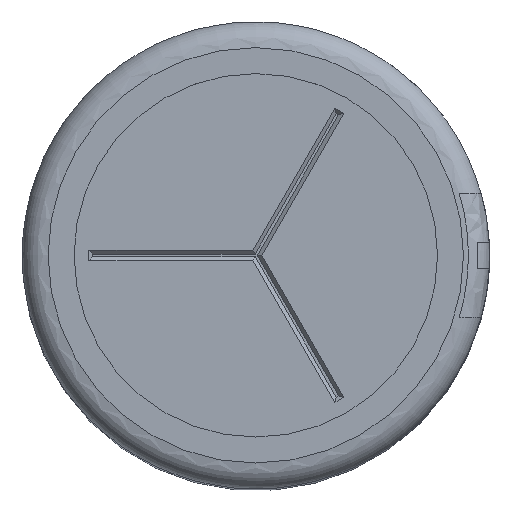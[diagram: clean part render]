
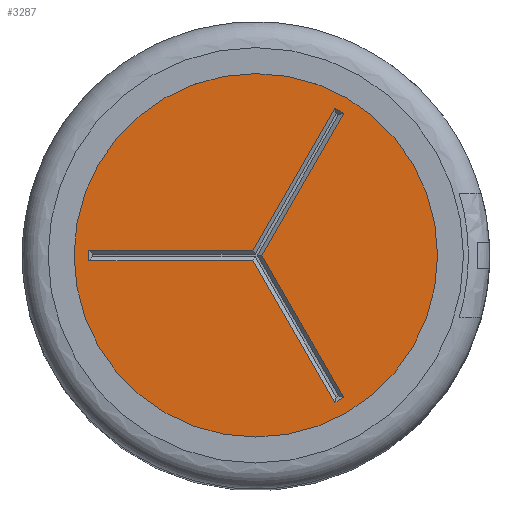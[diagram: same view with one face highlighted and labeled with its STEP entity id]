
A CAD part, top view. The second image highlights one B-rep face of the part: STEP entity #3287.
In plain terms, the highlighted planar face has unit normal (0, 0, 1).
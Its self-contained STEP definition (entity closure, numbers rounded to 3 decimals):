
#3185=CARTESIAN_POINT('',(7.0,0.0,40.3));
#3186=VERTEX_POINT('',#3185);
#3187=CARTESIAN_POINT('',(0.0,0.0,40.3));
#3188=DIRECTION('',(0.0,0.0,1.0));
#3189=DIRECTION('',(1.0,0.0,-0.0));
#3190=AXIS2_PLACEMENT_3D('',#3187,#3188,#3189);
#3191=CIRCLE('',#3190,7.0);
#3192=EDGE_CURVE('n� 3585',#3186,#3186,#3191,.T.);
#3205=CARTESIAN_POINT('',(3.043,5.67,40.3));
#3206=VERTEX_POINT('',#3205);
#3207=CARTESIAN_POINT('',(-0.115,0.2,40.3));
#3208=VERTEX_POINT('',#3207);
#3209=CARTESIAN_POINT('',(3.043,5.67,40.3));
#3210=DIRECTION('',(-0.5,-0.866,0.0));
#3211=VECTOR('',#3210,1.0);
#3212=LINE('',#3209,#3211);
#3213=EDGE_CURVE('n� 4537',#3206,#3208,#3212,.T.);
#3214=ORIENTED_EDGE('',*,*,#3213,.F.);
#3215=CARTESIAN_POINT('',(3.389,5.47,40.3));
#3216=VERTEX_POINT('',#3215);
#3217=CARTESIAN_POINT('',(3.389,5.47,40.3));
#3218=DIRECTION('',(-0.866,0.5,0.0));
#3219=VECTOR('',#3218,1.0);
#3220=LINE('',#3217,#3219);
#3221=EDGE_CURVE('n� 4535',#3216,#3206,#3220,.T.);
#3222=ORIENTED_EDGE('',*,*,#3221,.F.);
#3223=CARTESIAN_POINT('',(0.231,-0.0,40.3));
#3224=VERTEX_POINT('',#3223);
#3225=CARTESIAN_POINT('',(3.389,5.47,40.3));
#3226=DIRECTION('',(0.5,0.866,0.0));
#3227=VECTOR('',#3226,1.0);
#3228=LINE('',#3225,#3227);
#3229=EDGE_CURVE('n� 4533',#3224,#3216,#3228,.T.);
#3230=ORIENTED_EDGE('',*,*,#3229,.F.);
#3231=CARTESIAN_POINT('',(3.389,-5.47,40.3));
#3232=VERTEX_POINT('',#3231);
#3233=CARTESIAN_POINT('',(3.389,-5.47,40.3));
#3234=DIRECTION('',(-0.5,0.866,0.0));
#3235=VECTOR('',#3234,1.0);
#3236=LINE('',#3233,#3235);
#3237=EDGE_CURVE('n� 4531',#3232,#3224,#3236,.T.);
#3238=ORIENTED_EDGE('',*,*,#3237,.F.);
#3239=CARTESIAN_POINT('',(3.043,-5.67,40.3));
#3240=VERTEX_POINT('',#3239);
#3241=CARTESIAN_POINT('',(3.043,-5.67,40.3));
#3242=DIRECTION('',(0.866,0.5,0.0));
#3243=VECTOR('',#3242,1.0);
#3244=LINE('',#3241,#3243);
#3245=EDGE_CURVE('n� 4529',#3240,#3232,#3244,.T.);
#3246=ORIENTED_EDGE('',*,*,#3245,.F.);
#3247=CARTESIAN_POINT('',(-0.115,-0.2,40.3));
#3248=VERTEX_POINT('',#3247);
#3249=CARTESIAN_POINT('',(3.043,-5.67,40.3));
#3250=DIRECTION('',(0.5,-0.866,0.0));
#3251=VECTOR('',#3250,1.0);
#3252=LINE('',#3249,#3251);
#3253=EDGE_CURVE('n� 4527',#3248,#3240,#3252,.T.);
#3254=ORIENTED_EDGE('',*,*,#3253,.F.);
#3255=CARTESIAN_POINT('',(-6.432,-0.2,40.3));
#3256=VERTEX_POINT('',#3255);
#3257=CARTESIAN_POINT('',(-6.432,-0.2,40.3));
#3258=DIRECTION('',(1.0,-0.0,0.0));
#3259=VECTOR('',#3258,1.0);
#3260=LINE('',#3257,#3259);
#3261=EDGE_CURVE('n� 4359',#3256,#3248,#3260,.T.);
#3262=ORIENTED_EDGE('',*,*,#3261,.F.);
#3263=CARTESIAN_POINT('',(-6.432,0.2,40.3));
#3264=VERTEX_POINT('',#3263);
#3265=CARTESIAN_POINT('',(-6.432,0.2,40.3));
#3266=DIRECTION('',(0.0,-1.0,0.0));
#3267=VECTOR('',#3266,1.0);
#3268=LINE('',#3265,#3267);
#3269=EDGE_CURVE('n� 4356',#3264,#3256,#3268,.T.);
#3270=ORIENTED_EDGE('',*,*,#3269,.F.);
#3271=CARTESIAN_POINT('',(-6.432,0.2,40.3));
#3272=DIRECTION('',(-1.0,0.0,0.0));
#3273=VECTOR('',#3272,1.0);
#3274=LINE('',#3271,#3273);
#3275=EDGE_CURVE('n� 4494',#3208,#3264,#3274,.T.);
#3276=ORIENTED_EDGE('',*,*,#3275,.F.);
#3277=EDGE_LOOP('',(#3214,#3222,#3230,#3238,#3246,#3254,#3262,#3270,#3276));
#3278=FACE_OUTER_BOUND('',#3277,.T.);
#3279=ORIENTED_EDGE('',*,*,#3192,.T.);
#3280=EDGE_LOOP('',(#3279));
#3281=FACE_BOUND('',#3280,.T.);
#3282=CARTESIAN_POINT('',(0.0,0.0,40.3));
#3283=DIRECTION('',(0.0,0.0,1.0));
#3284=DIRECTION('',(1.0,0.0,-0.0));
#3285=AXIS2_PLACEMENT_3D('',#3282,#3283,#3284);
#3286=PLANE('',#3285);
#3287=ADVANCED_FACE('n� 3614',(#3278,#3281),#3286,.T.);
